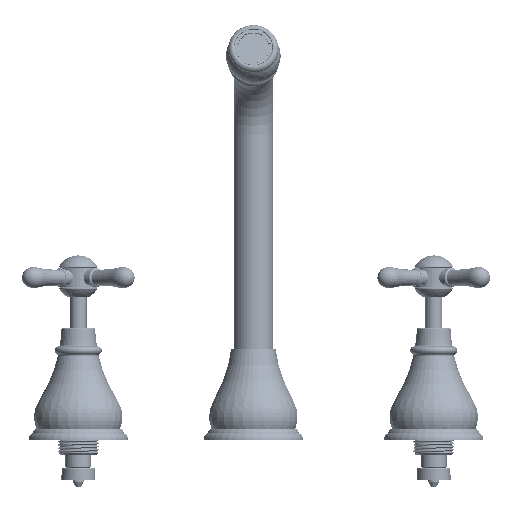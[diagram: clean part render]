
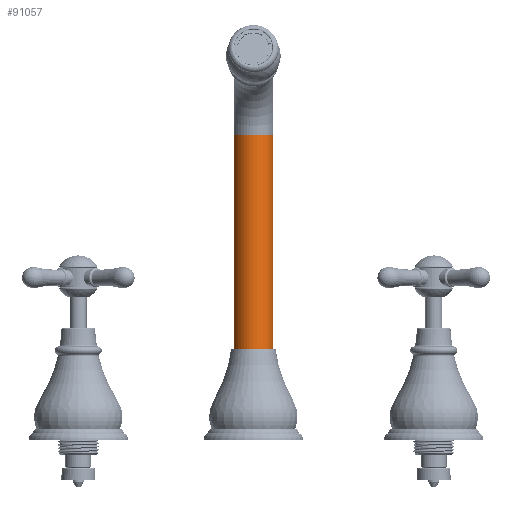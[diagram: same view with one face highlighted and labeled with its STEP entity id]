
A CAD part, front view. The second image highlights one B-rep face of the part: STEP entity #91057.
In plain terms, the highlighted cylindrical face has radius 11 mm (diameter 22 mm), a partial arc.
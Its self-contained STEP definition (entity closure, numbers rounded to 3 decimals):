
#776 = ORIENTED_EDGE ( 'NONE', *, *, #45316, .F. ) ;
#1426 = AXIS2_PLACEMENT_3D ( 'NONE', #46888, #75025, #61192 ) ;
#1807 = CARTESIAN_POINT ( 'NONE',  ( 0., 0., 11. ) ) ;
#2102 = EDGE_LOOP ( 'NONE', ( #51153, #47485, #48724, #33193, #776 ) ) ;
#4536 = CARTESIAN_POINT ( 'NONE',  ( 0., 0., -11. ) ) ;
#4866 = AXIS2_PLACEMENT_3D ( 'NONE', #42840, #42380, #84830 ) ;
#9170 = VERTEX_POINT ( 'NONE', #20459 ) ;
#9478 = VERTEX_POINT ( 'NONE', #40086 ) ;
#10957 = EDGE_CURVE ( 'NONE', #9170, #52873, #36936, .T. ) ;
#11036 = CARTESIAN_POINT ( 'NONE',  ( 0., 0., -11. ) ) ;
#13760 = CARTESIAN_POINT ( 'NONE',  ( 121.281, 0., 0. ) ) ;
#13802 = CARTESIAN_POINT ( 'NONE',  ( 121.281, 0., 0. ) ) ;
#14226 = CYLINDRICAL_SURFACE ( 'NONE', #4866, 11. ) ;
#17272 = EDGE_CURVE ( 'NONE', #17303, #9478, #35001, .T. ) ;
#17303 = VERTEX_POINT ( 'NONE', #47484 ) ;
#20459 = CARTESIAN_POINT ( 'NONE',  ( 0., 0., 11. ) ) ;
#23538 = AXIS2_PLACEMENT_3D ( 'NONE', #13802, #35929, #41498 ) ;
#27098 = CARTESIAN_POINT ( 'NONE',  ( 121.281, 0., 11. ) ) ;
#32278 = LINE ( 'NONE', #4536, #48154 ) ;
#33193 = ORIENTED_EDGE ( 'NONE', *, *, #17272, .F. ) ;
#33634 = DIRECTION ( 'NONE',  ( 0., 0., -1. ) ) ;
#35001 = CIRCLE ( 'NONE', #85139, 11. ) ;
#35929 = DIRECTION ( 'NONE',  ( 1., 0., 0. ) ) ;
#36936 = LINE ( 'NONE', #1807, #85543 ) ;
#39657 = DIRECTION ( 'NONE',  ( 1., 0., 0. ) ) ;
#40086 = CARTESIAN_POINT ( 'NONE',  ( 121.281, 0., -11. ) ) ;
#41498 = DIRECTION ( 'NONE',  ( 0., 0., -1. ) ) ;
#42380 = DIRECTION ( 'NONE',  ( 1., 0., 0. ) ) ;
#42840 = CARTESIAN_POINT ( 'NONE',  ( 0., 0., 0. ) ) ;
#45316 = EDGE_CURVE ( 'NONE', #52873, #17303, #79510, .T. ) ;
#46888 = CARTESIAN_POINT ( 'NONE',  ( 0., 0., 0. ) ) ;
#47484 = CARTESIAN_POINT ( 'NONE',  ( 121.281, -11., 0. ) ) ;
#47485 = ORIENTED_EDGE ( 'NONE', *, *, #81706, .T. ) ;
#48154 = VECTOR ( 'NONE', #39657, 1000. ) ;
#48724 = ORIENTED_EDGE ( 'NONE', *, *, #51453, .T. ) ;
#50291 = VERTEX_POINT ( 'NONE', #11036 ) ;
#51153 = ORIENTED_EDGE ( 'NONE', *, *, #10957, .F. ) ;
#51453 = EDGE_CURVE ( 'NONE', #50291, #9478, #32278, .T. ) ;
#52873 = VERTEX_POINT ( 'NONE', #27098 ) ;
#61192 = DIRECTION ( 'NONE',  ( 0., 0., -1. ) ) ;
#61797 = DIRECTION ( 'NONE',  ( 1., 0., 0. ) ) ;
#64887 = CIRCLE ( 'NONE', #1426, 11. ) ;
#74306 = DIRECTION ( 'NONE',  ( 1., 0., 0. ) ) ;
#75025 = DIRECTION ( 'NONE',  ( 1., 0., 0. ) ) ;
#77445 = FACE_OUTER_BOUND ( 'NONE', #2102, .T. ) ;
#79510 = CIRCLE ( 'NONE', #23538, 11. ) ;
#81706 = EDGE_CURVE ( 'NONE', #9170, #50291, #64887, .T. ) ;
#84830 = DIRECTION ( 'NONE',  ( 0., 0., -1. ) ) ;
#85139 = AXIS2_PLACEMENT_3D ( 'NONE', #13760, #61797, #33634 ) ;
#85543 = VECTOR ( 'NONE', #74306, 1000. ) ;
#91057 = ADVANCED_FACE ( 'NONE', ( #77445 ), #14226, .T. ) ;
